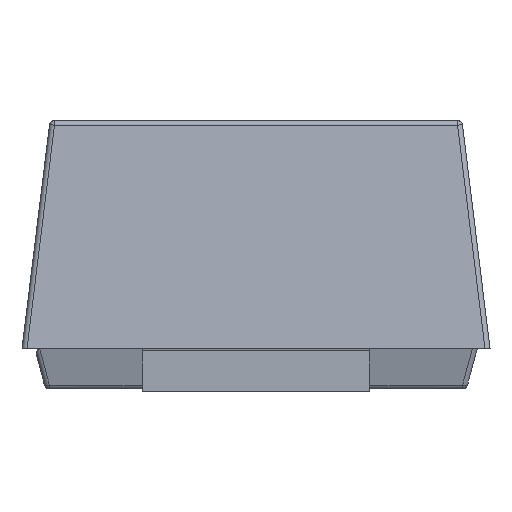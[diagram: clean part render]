
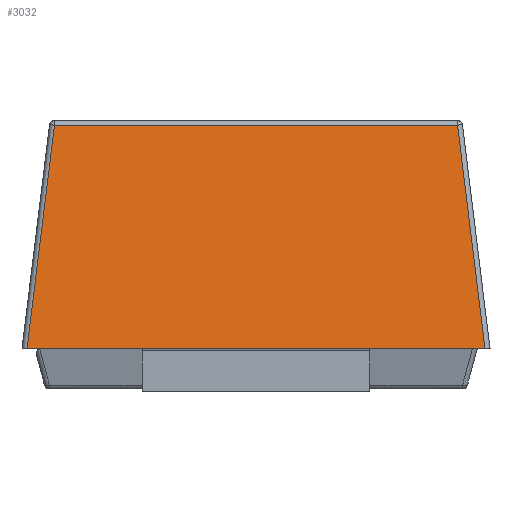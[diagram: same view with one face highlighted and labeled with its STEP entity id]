
A CAD part, left-side view. The second image highlights one B-rep face of the part: STEP entity #3032.
In plain terms, the highlighted face is planar.
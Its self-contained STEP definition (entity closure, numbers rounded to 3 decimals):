
#3032 = ADVANCED_FACE('',(#3033),#3067,.T.);
#3033 = FACE_BOUND('',#3034,.T.);
#3034 = EDGE_LOOP('',(#3035,#3045,#3053,#3061));
#3035 = ORIENTED_EDGE('',*,*,#3036,.T.);
#3036 = EDGE_CURVE('',#3037,#3039,#3041,.T.);
#3037 = VERTEX_POINT('',#3038);
#3038 = CARTESIAN_POINT('',(0.108,0.882,
    -0.128));
#3039 = VERTEX_POINT('',#3040);
#3040 = CARTESIAN_POINT('',(0.108,0.882,
    -1.722));
#3041 = LINE('',#3042,#3043);
#3042 = CARTESIAN_POINT('',(0.108,0.882,0.));
#3043 = VECTOR('',#3044,1.);
#3044 = DIRECTION('',(-0.,-0.,-1.));
#3045 = ORIENTED_EDGE('',*,*,#3046,.T.);
#3046 = EDGE_CURVE('',#3039,#3047,#3049,.T.);
#3047 = VERTEX_POINT('',#3048);
#3048 = CARTESIAN_POINT('',(0.,0.,-1.83));
#3049 = LINE('',#3050,#3051);
#3050 = CARTESIAN_POINT('',(0.027,0.218,
    -1.803));
#3051 = VECTOR('',#3052,1.);
#3052 = DIRECTION('',(-0.121,-0.985,-0.121));
#3053 = ORIENTED_EDGE('',*,*,#3054,.T.);
#3054 = EDGE_CURVE('',#3047,#3055,#3057,.T.);
#3055 = VERTEX_POINT('',#3056);
#3056 = CARTESIAN_POINT('',(0.,0.,-0.02));
#3057 = LINE('',#3058,#3059);
#3058 = CARTESIAN_POINT('',(0.,0.,0.));
#3059 = VECTOR('',#3060,1.);
#3060 = DIRECTION('',(-0.,-0.,1.));
#3061 = ORIENTED_EDGE('',*,*,#3062,.T.);
#3062 = EDGE_CURVE('',#3055,#3037,#3063,.T.);
#3063 = LINE('',#3064,#3065);
#3064 = CARTESIAN_POINT('',(0.,-0.002,
    -0.02));
#3065 = VECTOR('',#3066,1.);
#3066 = DIRECTION('',(0.121,0.985,-0.121));
#3067 = PLANE('',#3068);
#3068 = AXIS2_PLACEMENT_3D('',#3069,#3070,#3071);
#3069 = CARTESIAN_POINT('',(0.,0.,0.));
#3070 = DIRECTION('',(-0.993,0.122,0.));
#3071 = DIRECTION('',(-0.122,-0.993,0.));
